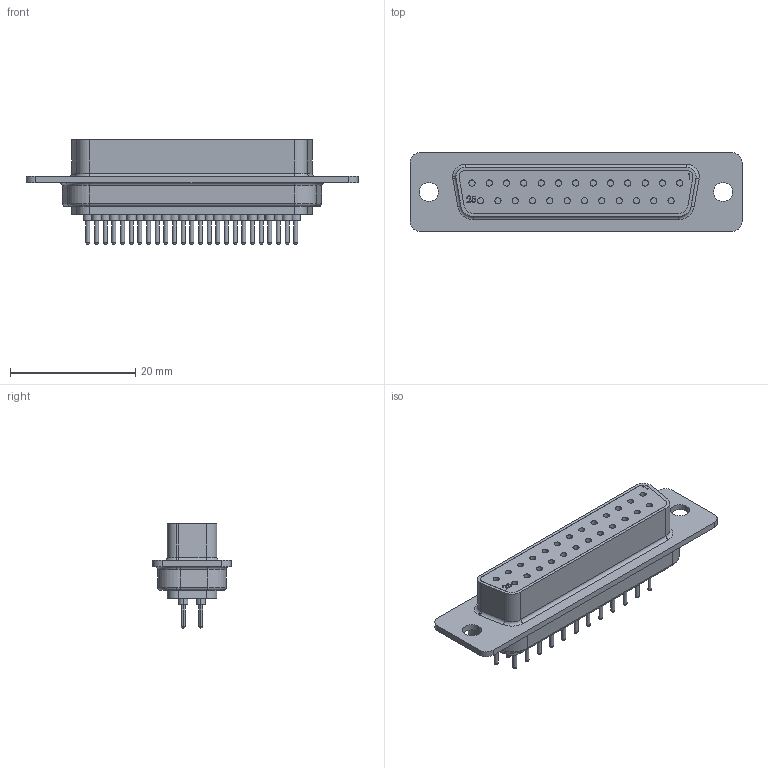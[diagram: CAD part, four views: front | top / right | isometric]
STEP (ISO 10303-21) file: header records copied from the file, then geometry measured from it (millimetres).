
FILE_DESCRIPTION (( 'STEP AP203' ), '1' );
FILE_NAME ('SD25S-PC.STEP', '2010-05-03T15:24:57', ( 'x' ), ( 'Microsoft' ), 'SwSTEP 2.0', 'SolidWorks 2010', '' );
FILE_SCHEMA (( 'CONFIG_CONTROL_DESIGN' ));
Length unit declared in the file: inch
Products named in the file (1): SD25S-PC
Bounding box: 53.09 x 12.55 x 16.76 mm (x, y, z)
Volume: 4369.1 mm3; surface area: 3221.7 mm2
Topology: 1 solids, 1 shells, 375 faces, 915 edges, 574 vertices
Faces by surface type: cylinder 194, plane 97, sphere 50, torus 20, bspline 14
Entity records: 11789 total; most frequent: CARTESIAN_POINT 3125, DIRECTION 1976, ORIENTED_EDGE 1630, AXIS2_PLACEMENT_3D 827, EDGE_CURVE 815, VERTEX_POINT 524, CIRCLE 465, EDGE_LOOP 461
